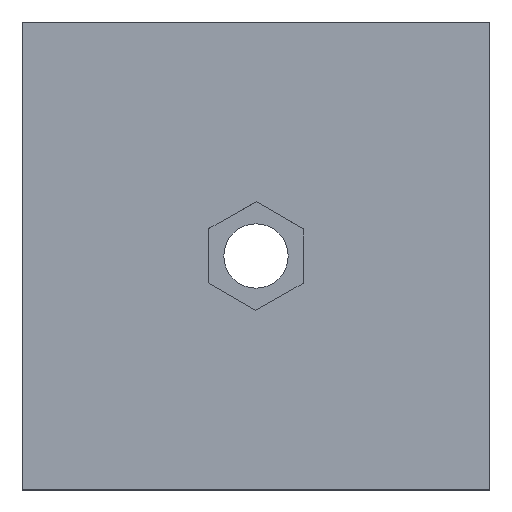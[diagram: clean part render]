
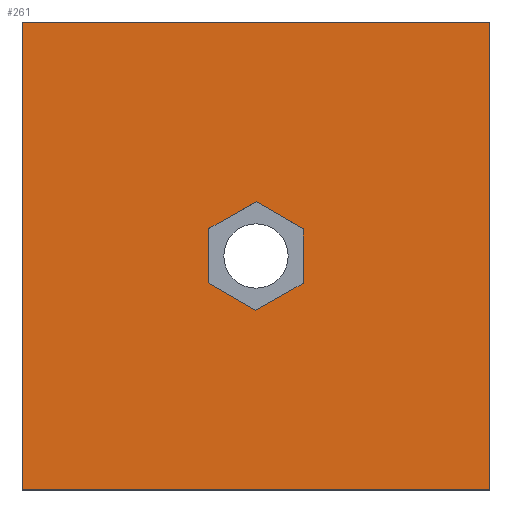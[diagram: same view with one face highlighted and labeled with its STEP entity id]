
A CAD part, top view. The second image highlights one B-rep face of the part: STEP entity #261.
In plain terms, the highlighted planar face has unit normal (0, 0, 1).
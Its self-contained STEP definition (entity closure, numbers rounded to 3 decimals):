
#18=FACE_BOUND('',#51,.T.);
#34=FACE_OUTER_BOUND('',#50,.T.);
#50=EDGE_LOOP('',(#225,#226,#227,#228));
#51=EDGE_LOOP('',(#229,#230,#231,#232,#233,#234));
#57=LINE('',#361,#88);
#60=LINE('',#366,#91);
#61=LINE('',#370,#92);
#65=LINE('',#378,#96);
#68=LINE('',#384,#99);
#71=LINE('',#390,#102);
#74=LINE('',#396,#105);
#77=LINE('',#401,#108);
#80=LINE('',#410,#111);
#82=LINE('',#413,#113);
#88=VECTOR('',#293,10.);
#91=VECTOR('',#298,10.);
#92=VECTOR('',#301,10.);
#96=VECTOR('',#307,10.);
#99=VECTOR('',#312,10.);
#102=VECTOR('',#317,10.);
#105=VECTOR('',#322,10.);
#108=VECTOR('',#327,10.);
#111=VECTOR('',#338,10.);
#113=VECTOR('',#342,10.);
#119=VERTEX_POINT('',#358);
#120=VERTEX_POINT('',#360);
#121=VERTEX_POINT('',#364);
#122=VERTEX_POINT('',#368);
#123=VERTEX_POINT('',#369);
#126=VERTEX_POINT('',#377);
#128=VERTEX_POINT('',#383);
#130=VERTEX_POINT('',#389);
#132=VERTEX_POINT('',#395);
#135=VERTEX_POINT('',#409);
#142=EDGE_CURVE('',#120,#119,#57,.T.);
#145=EDGE_CURVE('',#119,#121,#60,.T.);
#146=EDGE_CURVE('',#122,#123,#61,.T.);
#150=EDGE_CURVE('',#126,#122,#65,.T.);
#153=EDGE_CURVE('',#128,#126,#68,.T.);
#156=EDGE_CURVE('',#130,#128,#71,.T.);
#159=EDGE_CURVE('',#132,#130,#74,.T.);
#162=EDGE_CURVE('',#123,#132,#77,.T.);
#166=EDGE_CURVE('',#135,#120,#80,.T.);
#168=EDGE_CURVE('',#121,#135,#82,.T.);
#225=ORIENTED_EDGE('',*,*,#145,.T.);
#226=ORIENTED_EDGE('',*,*,#168,.T.);
#227=ORIENTED_EDGE('',*,*,#166,.T.);
#228=ORIENTED_EDGE('',*,*,#142,.T.);
#229=ORIENTED_EDGE('',*,*,#146,.T.);
#230=ORIENTED_EDGE('',*,*,#162,.T.);
#231=ORIENTED_EDGE('',*,*,#159,.T.);
#232=ORIENTED_EDGE('',*,*,#156,.T.);
#233=ORIENTED_EDGE('',*,*,#153,.T.);
#234=ORIENTED_EDGE('',*,*,#150,.T.);
#247=PLANE('',#279);
#261=ADVANCED_FACE('',(#34,#18),#247,.T.);
#279=AXIS2_PLACEMENT_3D('',#414,#343,#344);
#293=DIRECTION('',(0.,1.,0.));
#298=DIRECTION('',(-1.,0.,0.));
#301=DIRECTION('',(-0.004,-1.,0.));
#307=DIRECTION('',(0.864,-0.504,0.));
#312=DIRECTION('',(0.868,0.496,0.));
#317=DIRECTION('',(0.004,1.,0.));
#322=DIRECTION('',(-0.864,0.504,0.));
#327=DIRECTION('',(-0.868,-0.496,0.));
#338=DIRECTION('',(1.,0.,0.));
#342=DIRECTION('',(0.,-1.,0.));
#343=DIRECTION('center_axis',(0.,0.,1.));
#344=DIRECTION('ref_axis',(-1.,0.,0.));
#358=CARTESIAN_POINT('',(260.,260.,9.));
#360=CARTESIAN_POINT('',(260.,220.,9.));
#361=CARTESIAN_POINT('',(260.,260.,9.));
#364=CARTESIAN_POINT('',(220.,260.,9.));
#366=CARTESIAN_POINT('',(220.,260.,9.));
#368=CARTESIAN_POINT('',(244.041,242.309,9.));
#369=CARTESIAN_POINT('',(244.021,237.655,9.));
#370=CARTESIAN_POINT('',(244.281,296.024,9.));
#377=CARTESIAN_POINT('',(240.021,244.655,9.));
#378=CARTESIAN_POINT('',(175.904,282.054,9.));
#383=CARTESIAN_POINT('',(235.979,242.345,9.));
#384=CARTESIAN_POINT('',(219.18,232.746,9.));
#389=CARTESIAN_POINT('',(235.959,237.691,9.));
#390=CARTESIAN_POINT('',(236.208,293.733,9.));
#395=CARTESIAN_POINT('',(239.979,235.345,9.));
#396=CARTESIAN_POINT('',(173.852,273.917,9.));
#401=CARTESIAN_POINT('',(225.201,226.9,9.));
#409=CARTESIAN_POINT('',(220.,220.,9.));
#410=CARTESIAN_POINT('',(260.,220.,9.));
#413=CARTESIAN_POINT('',(220.,220.,9.));
#414=CARTESIAN_POINT('Origin',(129.75,350.25,9.));
